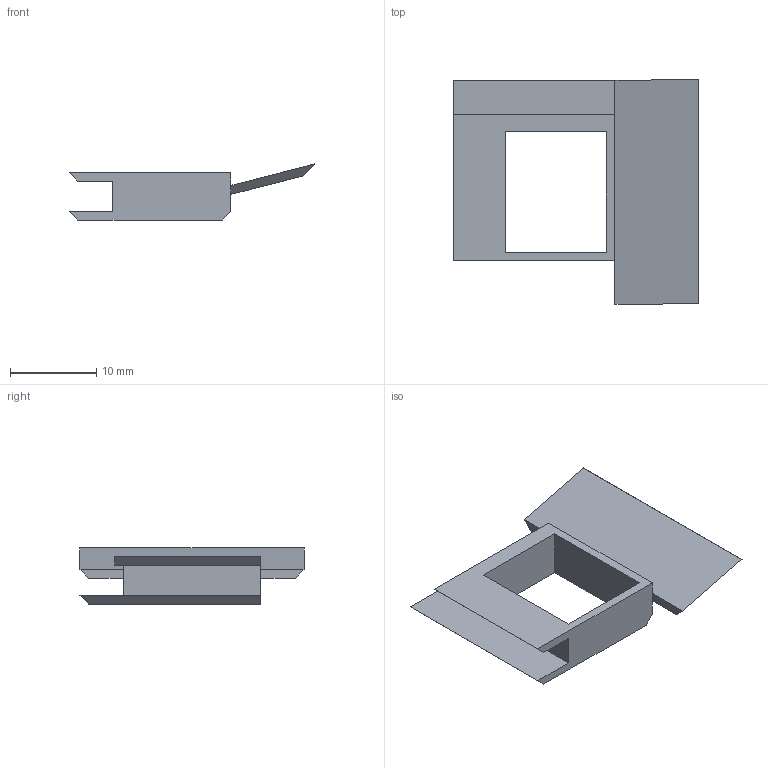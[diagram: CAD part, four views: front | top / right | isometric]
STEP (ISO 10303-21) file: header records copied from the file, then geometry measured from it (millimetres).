
FILE_DESCRIPTION(('STEP AP242'), '1');
FILE_NAME('EthernetFrame', '', ('UNSPECIFIED'), ('UNSPECIFIED'), 'C3D Converter', 'C3D Toolkit', '');
FILE_SCHEMA(('AP242_MANAGED_MODEL_BASED_3D_ENGINEERING_MIM_LF { 1 0 10303 442 1 1 4 }'));
Length unit declared in the file: millimetre
Bounding box: 28.39 x 25.9 x 6.48 mm (x, y, z)
Volume: 769.3 mm3; surface area: 1776 mm2
Topology: 1 solids, 1 shells, 26 faces, 68 edges, 43 vertices
Faces by surface type: plane 26
Entity records: 1028 total; most frequent: CARTESIAN_POINT 138, ORIENTED_EDGE 136, DIRECTION 122, EDGE_CURVE 68, LINE 68, VECTOR 68, VERTEX_POINT 43, AXIS2_PLACEMENT_3D 27
